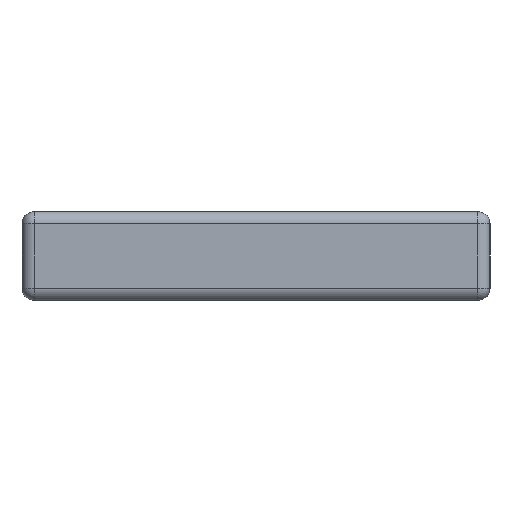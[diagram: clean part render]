
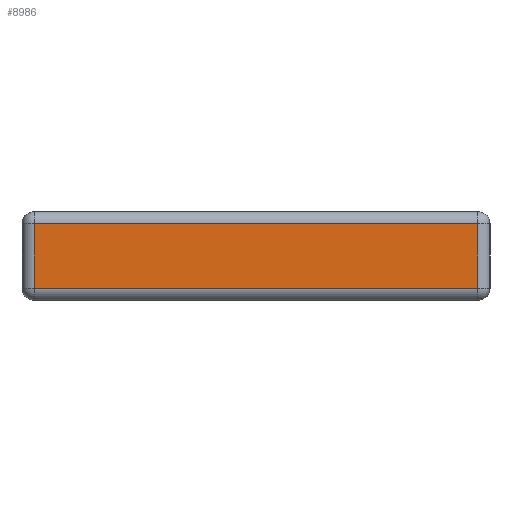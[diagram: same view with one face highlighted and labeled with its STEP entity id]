
A CAD part, left-side view. The second image highlights one B-rep face of the part: STEP entity #8986.
In plain terms, the highlighted planar face has unit normal (-1, 0, 0).
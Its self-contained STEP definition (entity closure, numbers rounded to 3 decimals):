
#770=PLANE('',#9519);
#1015=FACE_OUTER_BOUND('',#1519,.T.);
#1519=EDGE_LOOP('',(#6216,#6217,#6218,#6219));
#2061=LINE('',#11372,#2917);
#2094=LINE('',#11461,#2950);
#2096=LINE('',#11467,#2952);
#2097=LINE('',#11468,#2953);
#2917=VECTOR('',#9839,10.);
#2950=VECTOR('',#9916,10.);
#2952=VECTOR('',#9922,10.);
#2953=VECTOR('',#9923,10.);
#3843=VERTEX_POINT('',#11369);
#3844=VERTEX_POINT('',#11371);
#3878=VERTEX_POINT('',#11460);
#3880=VERTEX_POINT('',#11466);
#4763=EDGE_CURVE('',#3843,#3844,#2061,.T.);
#4808=EDGE_CURVE('',#3878,#3844,#2094,.T.);
#4811=EDGE_CURVE('',#3843,#3880,#2096,.T.);
#4812=EDGE_CURVE('',#3880,#3878,#2097,.T.);
#6216=ORIENTED_EDGE('',*,*,#4763,.F.);
#6217=ORIENTED_EDGE('',*,*,#4811,.T.);
#6218=ORIENTED_EDGE('',*,*,#4812,.T.);
#6219=ORIENTED_EDGE('',*,*,#4808,.T.);
#8986=ADVANCED_FACE('',(#1015),#770,.F.);
#9519=AXIS2_PLACEMENT_3D('',#11465,#9920,#9921);
#9839=DIRECTION('',(0.,1.,0.));
#9916=DIRECTION('',(0.,0.,-1.));
#9920=DIRECTION('center_axis',(1.,0.,0.));
#9921=DIRECTION('ref_axis',(0.,-1.,0.));
#9922=DIRECTION('',(0.,0.,1.));
#9923=DIRECTION('',(0.,1.,0.));
#11369=CARTESIAN_POINT('',(858.,566.922,-19.));
#11371=CARTESIAN_POINT('',(858.,676.923,-19.));
#11372=CARTESIAN_POINT('',(858.,650.923,-19.));
#11460=CARTESIAN_POINT('',(858.,676.923,-3.));
#11461=CARTESIAN_POINT('',(858.,676.923,0.));
#11465=CARTESIAN_POINT('Origin',(858.,679.923,0.));
#11466=CARTESIAN_POINT('',(858.,566.922,-3.));
#11467=CARTESIAN_POINT('',(858.,566.922,0.));
#11468=CARTESIAN_POINT('',(858.,650.923,-3.));
